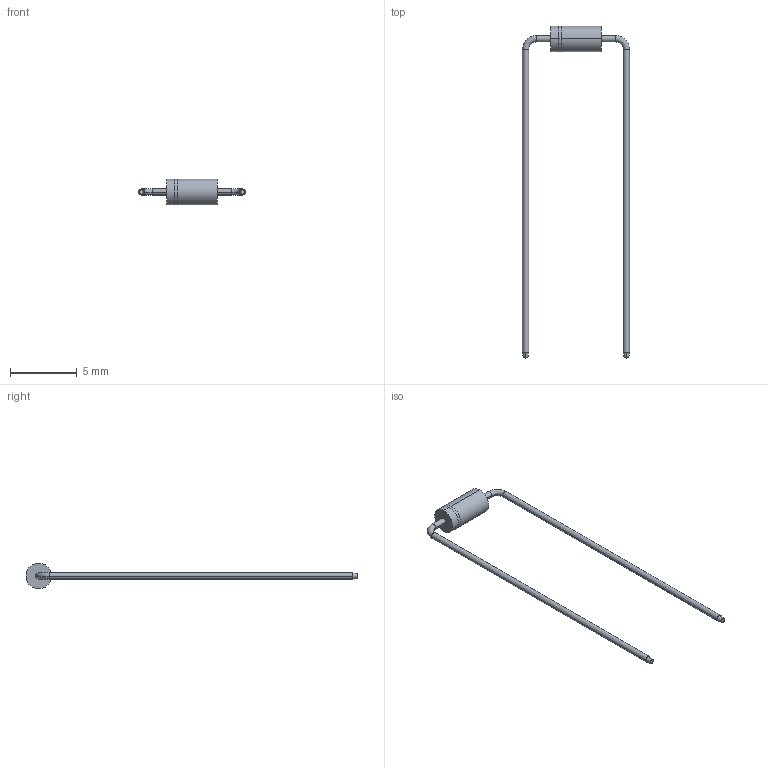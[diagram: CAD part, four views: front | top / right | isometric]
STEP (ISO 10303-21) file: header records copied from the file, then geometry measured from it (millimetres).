
FILE_DESCRIPTION (( 'STEP AP214' ), '1' );
FILE_NAME ('1N457.STEP', '2023-11-02T05:11:17', ( '' ), ( '' ), 'SwSTEP 2.0', 'SolidWorks 2021', '' );
FILE_SCHEMA (( 'AUTOMOTIVE_DESIGN' ));
Length unit declared in the file: millimetre
Products named in the file (1): 1N457
Bounding box: 8.01 x 24.83 x 1.91 mm (x, y, z)
Volume: 19.7 mm3; surface area: 110 mm2
Topology: 4 solids, 4 shells, 36 faces, 70 edges, 44 vertices
Faces by surface type: cylinder 18, plane 10, torus 4, cone 4
Entity records: 1003 total; most frequent: DIRECTION 192, CARTESIAN_POINT 151, ORIENTED_EDGE 140, AXIS2_PLACEMENT_3D 85, EDGE_CURVE 70, CIRCLE 48, VERTEX_POINT 44, EDGE_LOOP 40
